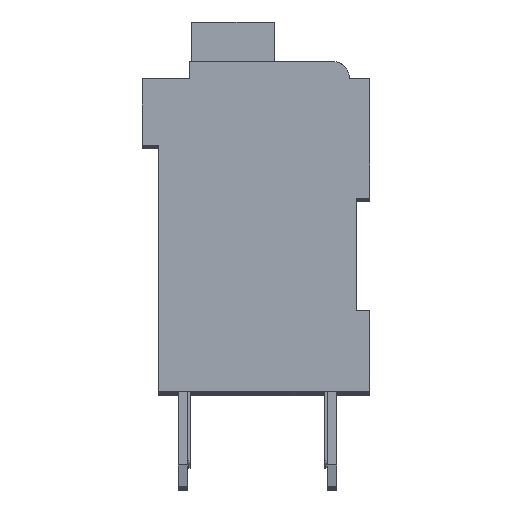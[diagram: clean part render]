
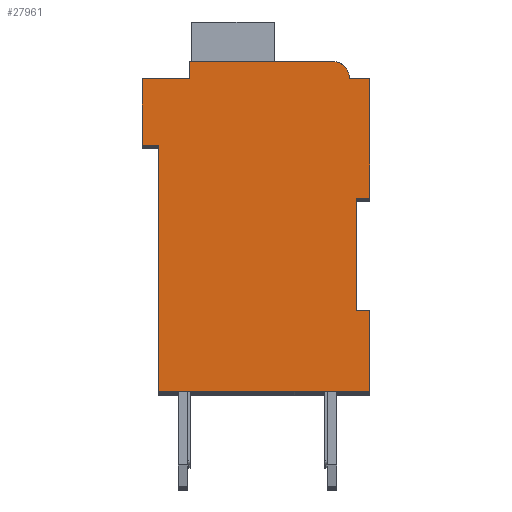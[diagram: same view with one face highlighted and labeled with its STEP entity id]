
A CAD part, top view. The second image highlights one B-rep face of the part: STEP entity #27961.
In plain terms, the highlighted planar face has unit normal (0, 0, 1).
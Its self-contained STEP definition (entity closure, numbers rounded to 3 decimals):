
#2714=DIRECTION('',(1.,0.,0.));
#2715=VECTOR('',#2714,0.5);
#2716=CARTESIAN_POINT('',(7.3,7.15,2.1));
#2717=LINE('',#2716,#2715);
#2718=DIRECTION('',(0.,1.,0.));
#2719=VECTOR('',#2718,4.15);
#2720=CARTESIAN_POINT('',(7.3,3.,2.1));
#2721=LINE('',#2720,#2719);
#2722=DIRECTION('',(-1.,0.,0.));
#2723=VECTOR('',#2722,0.5);
#2724=CARTESIAN_POINT('',(7.8,3.,2.1));
#2725=LINE('',#2724,#2723);
#2726=DIRECTION('',(0.,1.,0.));
#2727=VECTOR('',#2726,3.);
#2728=CARTESIAN_POINT('',(7.8,0.,2.1));
#2729=LINE('',#2728,#2727);
#2730=DIRECTION('',(1.,0.,0.));
#2731=VECTOR('',#2730,7.8);
#2732=CARTESIAN_POINT('',(0.,0.,2.1));
#2733=LINE('',#2732,#2731);
#2734=DIRECTION('',(0.,-1.,0.));
#2735=VECTOR('',#2734,9.1);
#2736=CARTESIAN_POINT('',(0.,9.1,2.1));
#2737=LINE('',#2736,#2735);
#2738=DIRECTION('',(1.,0.,0.));
#2739=VECTOR('',#2738,0.6);
#2740=CARTESIAN_POINT('',(-0.6,9.1,2.1));
#2741=LINE('',#2740,#2739);
#2742=DIRECTION('',(0.,-1.,0.));
#2743=VECTOR('',#2742,2.45);
#2744=CARTESIAN_POINT('',(-0.6,11.55,2.1));
#2745=LINE('',#2744,#2743);
#2746=DIRECTION('',(-1.,0.,0.));
#2747=VECTOR('',#2746,1.75);
#2748=CARTESIAN_POINT('',(1.15,11.55,2.1));
#2749=LINE('',#2748,#2747);
#2750=DIRECTION('',(0.,-1.,0.));
#2751=VECTOR('',#2750,0.65);
#2752=CARTESIAN_POINT('',(1.15,12.2,2.1));
#2753=LINE('',#2752,#2751);
#2754=DIRECTION('',(-1.,0.,0.));
#2755=VECTOR('',#2754,5.25);
#2756=CARTESIAN_POINT('',(6.4,12.2,2.1));
#2757=LINE('',#2756,#2755);
#2758=CARTESIAN_POINT('',(6.4,11.55,2.1));
#2759=DIRECTION('',(0.,0.,1.));
#2760=DIRECTION('',(1.,0.,0.));
#2761=AXIS2_PLACEMENT_3D('',#2758,#2759,#2760);
#2763=DIRECTION('',(-1.,0.,0.));
#2764=VECTOR('',#2763,0.75);
#2765=CARTESIAN_POINT('',(7.8,11.55,2.1));
#2766=LINE('',#2765,#2764);
#2767=DIRECTION('',(0.,1.,0.));
#2768=VECTOR('',#2767,4.4);
#2769=CARTESIAN_POINT('',(7.8,7.15,2.1));
#2770=LINE('',#2769,#2768);
#19447=CARTESIAN_POINT('',(7.3,7.15,2.1));
#19448=CARTESIAN_POINT('',(7.8,7.15,2.1));
#19449=VERTEX_POINT('',#19447);
#19450=VERTEX_POINT('',#19448);
#19451=CARTESIAN_POINT('',(7.8,11.55,2.1));
#19452=VERTEX_POINT('',#19451);
#19453=CARTESIAN_POINT('',(7.05,11.55,2.1));
#19454=VERTEX_POINT('',#19453);
#19455=CARTESIAN_POINT('',(6.4,12.2,2.1));
#19456=VERTEX_POINT('',#19455);
#19457=CARTESIAN_POINT('',(1.15,12.2,2.1));
#19458=VERTEX_POINT('',#19457);
#19459=CARTESIAN_POINT('',(1.15,11.55,2.1));
#19460=VERTEX_POINT('',#19459);
#19461=CARTESIAN_POINT('',(-0.6,11.55,2.1));
#19462=VERTEX_POINT('',#19461);
#19463=CARTESIAN_POINT('',(-0.6,9.1,2.1));
#19464=VERTEX_POINT('',#19463);
#19465=CARTESIAN_POINT('',(0.,9.1,2.1));
#19466=VERTEX_POINT('',#19465);
#19467=CARTESIAN_POINT('',(0.,0.,2.1));
#19468=VERTEX_POINT('',#19467);
#19469=CARTESIAN_POINT('',(7.8,0.,2.1));
#19470=VERTEX_POINT('',#19469);
#19471=CARTESIAN_POINT('',(7.8,3.,2.1));
#19472=VERTEX_POINT('',#19471);
#19473=CARTESIAN_POINT('',(7.3,3.,2.1));
#19474=VERTEX_POINT('',#19473);
#27931=CARTESIAN_POINT('',(0.,0.,2.1));
#27932=DIRECTION('',(0.,0.,1.));
#27933=DIRECTION('',(1.,0.,0.));
#27934=AXIS2_PLACEMENT_3D('',#27931,#27932,#27933);
#27935=PLANE('',#27934);
#27936=ORIENTED_EDGE('',*,*,#25568,.F.);
#27937=ORIENTED_EDGE('',*,*,#26534,.F.);
#27939=ORIENTED_EDGE('',*,*,#27938,.F.);
#27941=ORIENTED_EDGE('',*,*,#27940,.F.);
#27942=ORIENTED_EDGE('',*,*,#27067,.F.);
#27943=ORIENTED_EDGE('',*,*,#26888,.F.);
#27945=ORIENTED_EDGE('',*,*,#27944,.F.);
#27947=ORIENTED_EDGE('',*,*,#27946,.F.);
#27949=ORIENTED_EDGE('',*,*,#27948,.F.);
#27951=ORIENTED_EDGE('',*,*,#27950,.F.);
#27953=ORIENTED_EDGE('',*,*,#27952,.F.);
#27955=ORIENTED_EDGE('',*,*,#27954,.F.);
#27957=ORIENTED_EDGE('',*,*,#27956,.F.);
#27958=ORIENTED_EDGE('',*,*,#26090,.F.);
#27959=EDGE_LOOP('',(#27936,#27937,#27939,#27941,#27942,#27943,#27945,#27947,
#27949,#27951,#27953,#27955,#27957,#27958));
#27960=FACE_OUTER_BOUND('',#27959,.F.);
#2762=CIRCLE('',#2761,0.65);
#25568=EDGE_CURVE('',#19449,#19450,#2717,.T.);
#26090=EDGE_CURVE('',#19450,#19452,#2770,.T.);
#26534=EDGE_CURVE('',#19474,#19449,#2721,.T.);
#26888=EDGE_CURVE('',#19466,#19468,#2737,.T.);
#27067=EDGE_CURVE('',#19468,#19470,#2733,.T.);
#27938=EDGE_CURVE('',#19472,#19474,#2725,.T.);
#27940=EDGE_CURVE('',#19470,#19472,#2729,.T.);
#27944=EDGE_CURVE('',#19464,#19466,#2741,.T.);
#27946=EDGE_CURVE('',#19462,#19464,#2745,.T.);
#27948=EDGE_CURVE('',#19460,#19462,#2749,.T.);
#27950=EDGE_CURVE('',#19458,#19460,#2753,.T.);
#27952=EDGE_CURVE('',#19456,#19458,#2757,.T.);
#27954=EDGE_CURVE('',#19454,#19456,#2762,.T.);
#27956=EDGE_CURVE('',#19452,#19454,#2766,.T.);
#27961=ADVANCED_FACE('',(#27960),#27935,.T.);
